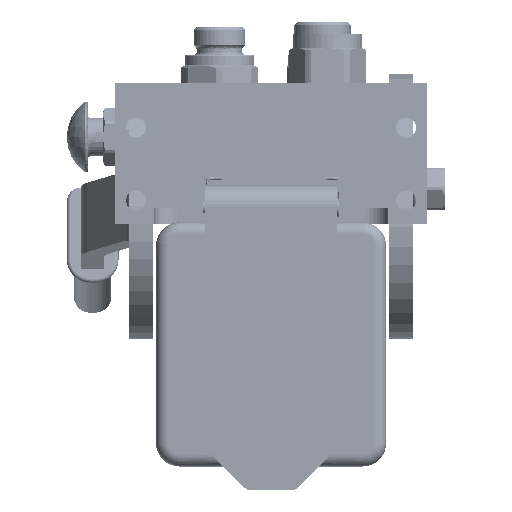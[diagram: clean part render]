
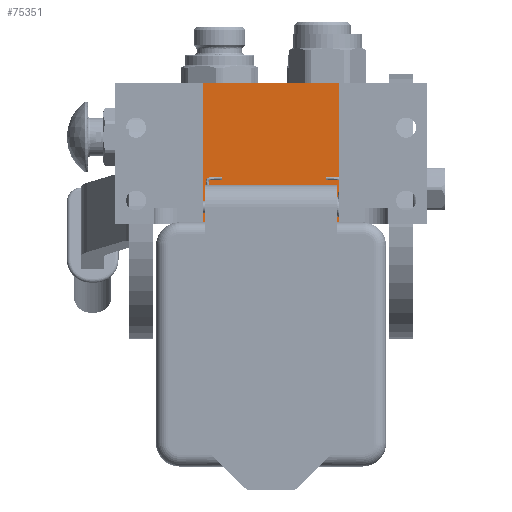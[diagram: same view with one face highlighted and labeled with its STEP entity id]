
A CAD part, left-side view. The second image highlights one B-rep face of the part: STEP entity #75351.
In plain terms, the highlighted face is planar.
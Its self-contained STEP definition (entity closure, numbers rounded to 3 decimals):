
#1473 = DIRECTION ( 'NONE',  ( -1., 0., 0. ) ) ;
#1506 = DIRECTION ( 'NONE',  ( 0., 1., 0. ) ) ;
#8165 = ORIENTED_EDGE ( 'NONE', *, *, #146711, .F. ) ;
#10324 = CARTESIAN_POINT ( 'NONE',  ( 29., 0., -107.5 ) ) ;
#22046 = PLANE ( 'NONE',  #136940 ) ;
#25410 = LINE ( 'NONE', #90788, #45450 ) ;
#42418 = VECTOR ( 'NONE', #145736, 1000. ) ;
#45450 = VECTOR ( 'NONE', #89683, 1000. ) ;
#45930 = ORIENTED_EDGE ( 'NONE', *, *, #110492, .T. ) ;
#52359 = LINE ( 'NONE', #68922, #42418 ) ;
#55300 = LINE ( 'NONE', #118162, #105327 ) ;
#58128 = EDGE_CURVE ( 'NONE', #162233, #77878, #55300, .T. ) ;
#62300 = VERTEX_POINT ( 'NONE', #100849 ) ;
#65136 = CARTESIAN_POINT ( 'NONE',  ( 29., 60.2, -107.5 ) ) ;
#68922 = CARTESIAN_POINT ( 'NONE',  ( 29., 0., -107.5 ) ) ;
#75351 = ADVANCED_FACE ( 'NONE', ( #94765 ), #22046, .T. ) ;
#77878 = VERTEX_POINT ( 'NONE', #132230 ) ;
#89683 = DIRECTION ( 'NONE',  ( 0., 1., 0. ) ) ;
#90020 = LINE ( 'NONE', #65136, #153907 ) ;
#90788 = CARTESIAN_POINT ( 'NONE',  ( -29., 0., -107.5 ) ) ;
#94765 = FACE_OUTER_BOUND ( 'NONE', #105728, .T. ) ;
#100237 = DIRECTION ( 'NONE',  ( 0., 0., -1. ) ) ;
#100849 = CARTESIAN_POINT ( 'NONE',  ( -29., 60.2, -107.5 ) ) ;
#105327 = VECTOR ( 'NONE', #1506, 1000. ) ;
#105728 = EDGE_LOOP ( 'NONE', ( #130343, #8165, #128814, #45930 ) ) ;
#108428 = CARTESIAN_POINT ( 'NONE',  ( -29., 0., -107.5 ) ) ;
#110492 = EDGE_CURVE ( 'NONE', #162233, #132106, #52359, .T. ) ;
#111394 = DIRECTION ( 'NONE',  ( -1., 0., 0. ) ) ;
#118162 = CARTESIAN_POINT ( 'NONE',  ( 29., 0., -107.5 ) ) ;
#121814 = CARTESIAN_POINT ( 'NONE',  ( 29., 0., -107.5 ) ) ;
#128814 = ORIENTED_EDGE ( 'NONE', *, *, #58128, .F. ) ;
#130343 = ORIENTED_EDGE ( 'NONE', *, *, #156665, .T. ) ;
#132106 = VERTEX_POINT ( 'NONE', #108428 ) ;
#132230 = CARTESIAN_POINT ( 'NONE',  ( 29., 60.2, -107.5 ) ) ;
#136940 = AXIS2_PLACEMENT_3D ( 'NONE', #10324, #100237, #111394 ) ;
#145736 = DIRECTION ( 'NONE',  ( -1., 0., 0. ) ) ;
#146711 = EDGE_CURVE ( 'NONE', #77878, #62300, #90020, .T. ) ;
#153907 = VECTOR ( 'NONE', #1473, 1000. ) ;
#156665 = EDGE_CURVE ( 'NONE', #132106, #62300, #25410, .T. ) ;
#162233 = VERTEX_POINT ( 'NONE', #121814 ) ;
